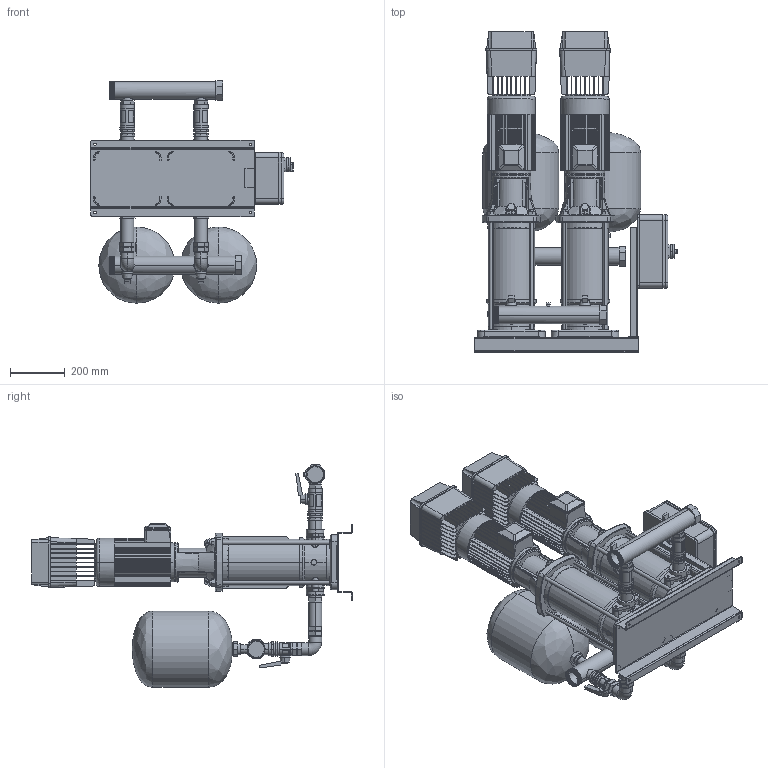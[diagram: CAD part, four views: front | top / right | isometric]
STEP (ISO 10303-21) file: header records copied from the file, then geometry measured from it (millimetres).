
FILE_DESCRIPTION (( 'STEP AP214' ), '1' );
FILE_NAME ('2SBI_10-14_TE_ZB00050640.STEP', '2022-01-25T07:02:43', ( '' ), ( '' ), 'SwSTEP 2.0', 'SolidWorks 2020', '' );
FILE_SCHEMA (( 'AUTOMOTIVE_DESIGN' ));
Length unit declared in the file: mil
Products named in the file (1): 2SBI_10-14_TE_ZB00050640
Bounding box: 742 x 1174 x 815.6 mm (x, y, z)
Volume: 82911326.6 mm3; surface area: 5853499.4 mm2
Topology: 52 solids, 69 shells, 3290 faces, 8510 edges, 5435 vertices
Faces by surface type: plane 1590, cylinder 1089, bspline 358, torus 143, cone 100, sphere 10
Entity records: 151222 total; most frequent: CARTESIAN_POINT 72706, ORIENTED_EDGE 16956, DIRECTION 14938, EDGE_CURVE 8478, VERTEX_POINT 5435, AXIS2_PLACEMENT_3D 5239, LINE 4460, VECTOR 4460
